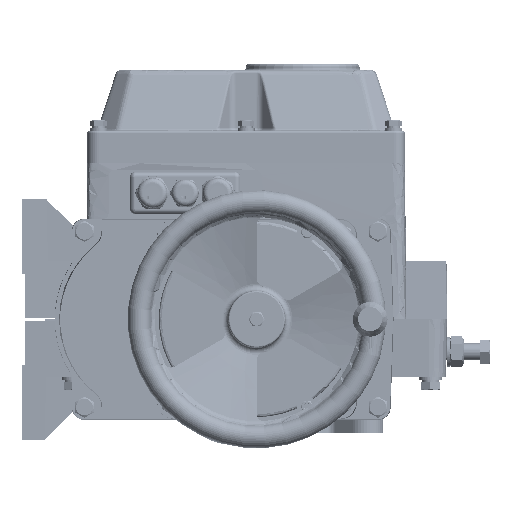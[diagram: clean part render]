
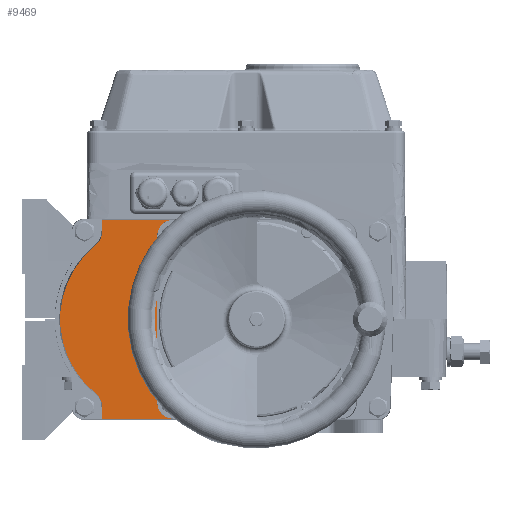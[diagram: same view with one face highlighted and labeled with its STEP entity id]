
A CAD part, left-side view. The second image highlights one B-rep face of the part: STEP entity #9469.
In plain terms, the highlighted planar face has unit normal (-1, 0, 0).
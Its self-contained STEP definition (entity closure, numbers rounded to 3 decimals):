
#9469=ADVANCED_FACE('',(#38971),#38973,.F.);
#38971=FACE_BOUND('',#38972,.T.);
#38972=EDGE_LOOP('',(#137361,#137362,#137363,#137364,#137365,#137366,#137367,#137368,
#137369,#137370));
#38973=PLANE('',#38974);
#38974=AXIS2_PLACEMENT_3D('',#38975,#38976,#38977);
#38975=CARTESIAN_POINT('',(-153.,172.696,72.908));
#38976=DIRECTION('',(1.,0.,0.));
#38977=DIRECTION('',(0.,-1.,0.));
#137361=ORIENTED_EDGE('',*,*,#152365,.F.);
#137362=ORIENTED_EDGE('',*,*,#152366,.F.);
#137363=ORIENTED_EDGE('',*,*,#152311,.T.);
#137364=ORIENTED_EDGE('',*,*,#152364,.T.);
#137365=ORIENTED_EDGE('',*,*,#152367,.T.);
#137366=ORIENTED_EDGE('',*,*,#152368,.F.);
#137367=ORIENTED_EDGE('',*,*,#152369,.F.);
#137368=ORIENTED_EDGE('',*,*,#152370,.F.);
#137369=ORIENTED_EDGE('',*,*,#152371,.F.);
#137370=ORIENTED_EDGE('',*,*,#152372,.F.);
#152311=EDGE_CURVE('',#167132,#167130,#167133,.T.);
#152364=EDGE_CURVE('',#167130,#167228,#167230,.T.);
#152365=EDGE_CURVE('',#167231,#167232,#167233,.T.);
#152366=EDGE_CURVE('',#167132,#167231,#167234,.T.);
#152367=EDGE_CURVE('',#167228,#167235,#167236,.T.);
#152368=EDGE_CURVE('',#167237,#167235,#167238,.T.);
#152369=EDGE_CURVE('',#167239,#167237,#167240,.T.);
#152370=EDGE_CURVE('',#167241,#167239,#167242,.T.);
#152371=EDGE_CURVE('',#167243,#167241,#167244,.T.);
#152372=EDGE_CURVE('',#167232,#167243,#167245,.T.);
#167130=VERTEX_POINT('',#188227);
#167132=VERTEX_POINT('',#188231);
#167133=LINE('',#188232,#188233);
#167228=VERTEX_POINT('',#188491);
#167230=LINE('',#188495,#188496);
#167231=VERTEX_POINT('',#188498);
#167232=VERTEX_POINT('',#188499);
#167233=LINE('',#188500,#188501);
#167234=B_SPLINE_CURVE_WITH_KNOTS('',3,
(#188503,#188504,#188505,#188506,#188507,#188508,#188509,#188510,#188511,#188512,
#188513,#188514,#188515,#188516,#188517,#188518,#188519,#188520,#188521,#188522,
#188523,#188524,#188525,#188526,#188527,#188528,#188529,#188530,#188531,#188532,
#188533,#188534,#188535,#188536,#188537,#188538,#188539,#188540,#188541,#188542,
#188543,#188544,#188545,#188546,#188547,#188548),
.UNSPECIFIED.,.F.,.F.,
(4,1,1,1,1,1,1,1,1,1,1,1,1,1,1,1,1,1,1,1,1,1,1,1,1,1,1,1,1,1,1,1,1,1,1,1,1,1,1,1,
1,1,1,4),
(0.,0.013,0.027,0.04,0.054,0.067,
0.081,0.095,0.109,0.124,0.138,
0.153,0.168,0.183,0.198,0.213,
0.229,0.245,0.263,0.282,0.31,
0.338,0.366,0.39,0.416,0.448,
0.486,0.534,0.59,0.646,0.691,
0.723,0.745,0.768,0.799,0.83,
0.862,0.885,0.905,0.924,0.943,
0.962,0.981,1.),
.UNSPECIFIED.);
#167235=VERTEX_POINT('',#188549);
#167236=CIRCLE('',#188550,12.545);
#167237=VERTEX_POINT('',#188554);
#167238=CIRCLE('',#188555,67.104);
#167239=VERTEX_POINT('',#188559);
#167240=CIRCLE('',#188560,12.545);
#167241=VERTEX_POINT('',#188564);
#167242=LINE('',#188565,#188566);
#167243=VERTEX_POINT('',#188568);
#167244=LINE('',#188569,#188570);
#167245=CIRCLE('',#188572,11.104);
#188227=CARTESIAN_POINT('',(-153.,141.455,70.104));
#188231=CARTESIAN_POINT('',(-153.,91.5,70.104));
#188232=CARTESIAN_POINT('',(-153.,91.5,70.104));
#188233=VECTOR('',#188234,1.);
#188234=DIRECTION('',(0.,1.,0.));
#188491=CARTESIAN_POINT('',(-153.,141.455,62.));
#188495=CARTESIAN_POINT('',(-153.,141.455,70.104));
#188496=VECTOR('',#188497,1.);
#188497=DIRECTION('',(0.,0.,-1.));
#188498=CARTESIAN_POINT('',(-153.,102.604,59.));
#188499=CARTESIAN_POINT('',(-153.,102.604,-59.));
#188500=CARTESIAN_POINT('',(-153.,102.604,59.));
#188501=VECTOR('',#188502,1.);
#188502=DIRECTION('',(0.,0.,-1.));
#188503=CARTESIAN_POINT('',(-153.,91.5,70.104));
#188504=CARTESIAN_POINT('',(-153.,91.578,70.104));
#188505=CARTESIAN_POINT('',(-153.,91.733,70.103));
#188506=CARTESIAN_POINT('',(-153.,91.967,70.095));
#188507=CARTESIAN_POINT('',(-153.,92.203,70.083));
#188508=CARTESIAN_POINT('',(-153.,92.438,70.065));
#188509=CARTESIAN_POINT('',(-153.,92.676,70.043));
#188510=CARTESIAN_POINT('',(-153.,92.915,70.015));
#188511=CARTESIAN_POINT('',(-153.,93.156,69.981));
#188512=CARTESIAN_POINT('',(-153.,93.398,69.942));
#188513=CARTESIAN_POINT('',(-153.,93.643,69.896));
#188514=CARTESIAN_POINT('',(-153.,93.889,69.845));
#188515=CARTESIAN_POINT('',(-153.,94.138,69.787));
#188516=CARTESIAN_POINT('',(-153.,94.389,69.723));
#188517=CARTESIAN_POINT('',(-153.,94.643,69.651));
#188518=CARTESIAN_POINT('',(-153.,94.898,69.573));
#188519=CARTESIAN_POINT('',(-153.,95.156,69.486));
#188520=CARTESIAN_POINT('',(-153.,95.414,69.393));
#188521=CARTESIAN_POINT('',(-153.,95.681,69.288));
#188522=CARTESIAN_POINT('',(-153.,95.965,69.169));
#188523=CARTESIAN_POINT('',(-153.,96.311,69.011));
#188524=CARTESIAN_POINT('',(-153.,96.704,68.814));
#188525=CARTESIAN_POINT('',(-153.,97.129,68.576));
#188526=CARTESIAN_POINT('',(-153.,97.52,68.334));
#188527=CARTESIAN_POINT('',(-153.,97.894,68.082));
#188528=CARTESIAN_POINT('',(-153.,98.279,67.8));
#188529=CARTESIAN_POINT('',(-153.,98.717,67.447));
#188530=CARTESIAN_POINT('',(-153.,99.228,66.985));
#188531=CARTESIAN_POINT('',(-153.,99.801,66.393));
#188532=CARTESIAN_POINT('',(-153.,100.393,65.674));
#188533=CARTESIAN_POINT('',(-153.,100.908,64.921));
#188534=CARTESIAN_POINT('',(-153.,101.292,64.25));
#188535=CARTESIAN_POINT('',(-153.,101.547,63.737));
#188536=CARTESIAN_POINT('',(-153.,101.727,63.33));
#188537=CARTESIAN_POINT('',(-153.,101.893,62.921));
#188538=CARTESIAN_POINT('',(-153.,102.059,62.452));
#188539=CARTESIAN_POINT('',(-153.,102.217,61.924));
#188540=CARTESIAN_POINT('',(-153.,102.337,61.438));
#188541=CARTESIAN_POINT('',(-153.,102.423,61.01));
#188542=CARTESIAN_POINT('',(-153.,102.482,60.656));
#188543=CARTESIAN_POINT('',(-153.,102.527,60.322));
#188544=CARTESIAN_POINT('',(-153.,102.561,59.995));
#188545=CARTESIAN_POINT('',(-153.,102.586,59.665));
#188546=CARTESIAN_POINT('',(-153.,102.601,59.333));
#188547=CARTESIAN_POINT('',(-153.,102.604,59.111));
#188548=CARTESIAN_POINT('',(-153.,102.604,59.));
#188549=CARTESIAN_POINT('',(-153.,146.125,52.235));
#188550=AXIS2_PLACEMENT_3D('',#188551,#188552,#188553);
#188551=CARTESIAN_POINT('',(-153.,154.,62.));
#188552=DIRECTION('',(1.,0.,0.));
#188553=DIRECTION('',(0.,-1.,0.));
#188554=CARTESIAN_POINT('',(-153.,146.125,-52.235));
#188555=AXIS2_PLACEMENT_3D('',#188556,#188557,#188558);
#188556=CARTESIAN_POINT('',(-153.,104.,0.));
#188557=DIRECTION('',(1.,0.,0.));
#188558=DIRECTION('',(0.,0.628,-0.778));
#188559=CARTESIAN_POINT('',(-153.,141.455,-62.));
#188560=AXIS2_PLACEMENT_3D('',#188561,#188562,#188563);
#188561=CARTESIAN_POINT('',(-153.,154.,-62.));
#188562=DIRECTION('',(-1.,-0.,0.));
#188563=DIRECTION('',(0.,-1.,0.));
#188564=CARTESIAN_POINT('',(-153.,141.455,-70.104));
#188565=CARTESIAN_POINT('',(-153.,141.455,-70.104));
#188566=VECTOR('',#188567,1.);
#188567=DIRECTION('',(0.,0.,1.));
#188568=CARTESIAN_POINT('',(-153.,91.5,-70.104));
#188569=CARTESIAN_POINT('',(-153.,91.5,-70.104));
#188570=VECTOR('',#188571,1.);
#188571=DIRECTION('',(0.,1.,0.));
#188572=AXIS2_PLACEMENT_3D('',#188573,#188574,#188575);
#188573=CARTESIAN_POINT('',(-153.,91.5,-59.));
#188574=DIRECTION('',(-1.,-0.,0.));
#188575=DIRECTION('',(0.,1.,0.));
